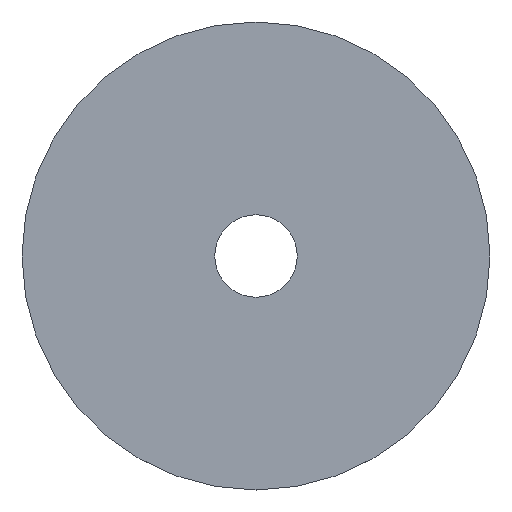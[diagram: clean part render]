
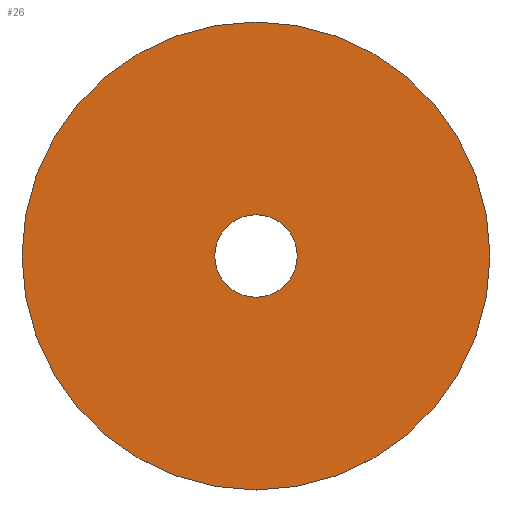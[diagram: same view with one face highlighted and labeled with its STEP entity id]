
A CAD part, top view. The second image highlights one B-rep face of the part: STEP entity #26.
In plain terms, the highlighted planar face has unit normal (0, 0, 1).
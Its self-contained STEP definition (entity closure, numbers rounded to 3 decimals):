
#4 = EDGE_CURVE ( 'NONE', #67, #67, #68, .T. ) ;
#21 = CARTESIAN_POINT ( 'NONE',  ( 0., 62.5, 1.2 ) ) ;
#26 = ADVANCED_FACE ( 'NONE', ( #48, #34 ), #152, .T. ) ;
#34 = FACE_OUTER_BOUND ( 'NONE', #79, .T. ) ;
#35 = DIRECTION ( 'NONE',  ( 0., 0., 1. ) ) ;
#43 = ORIENTED_EDGE ( 'NONE', *, *, #126, .F. ) ;
#44 = CIRCLE ( 'NONE', #73, 62.5 ) ;
#46 = CARTESIAN_POINT ( 'NONE',  ( 0., 11., 1.2 ) ) ;
#48 = FACE_BOUND ( 'NONE', #78, .T. ) ;
#56 = CARTESIAN_POINT ( 'NONE',  ( 0., 0., 1.2 ) ) ;
#57 = AXIS2_PLACEMENT_3D ( 'NONE', #56, #104, #161 ) ;
#66 = ORIENTED_EDGE ( 'NONE', *, *, #4, .T. ) ;
#67 = VERTEX_POINT ( 'NONE', #46 ) ;
#68 = CIRCLE ( 'NONE', #57, 11. ) ;
#70 = CARTESIAN_POINT ( 'NONE',  ( 0., 11., 1.2 ) ) ;
#73 = AXIS2_PLACEMENT_3D ( 'NONE', #166, #83, #97 ) ;
#78 = EDGE_LOOP ( 'NONE', ( #66 ) ) ;
#79 = EDGE_LOOP ( 'NONE', ( #43 ) ) ;
#83 = DIRECTION ( 'NONE',  ( 0., 0., -1. ) ) ;
#87 = AXIS2_PLACEMENT_3D ( 'NONE', #70, #35, #109 ) ;
#92 = VERTEX_POINT ( 'NONE', #21 ) ;
#97 = DIRECTION ( 'NONE',  ( 0., 1., 0. ) ) ;
#104 = DIRECTION ( 'NONE',  ( 0., 0., -1. ) ) ;
#109 = DIRECTION ( 'NONE',  ( 0., -1., 0. ) ) ;
#126 = EDGE_CURVE ( 'NONE', #92, #92, #44, .T. ) ;
#152 = PLANE ( 'NONE',  #87 ) ;
#161 = DIRECTION ( 'NONE',  ( 0., 1., 0. ) ) ;
#166 = CARTESIAN_POINT ( 'NONE',  ( 0., 0., 1.2 ) ) ;
